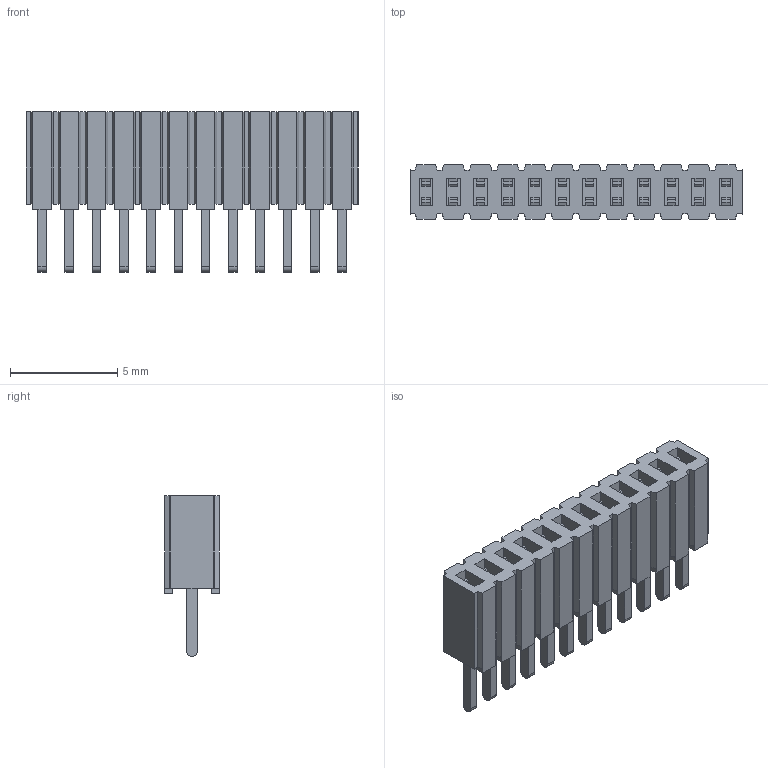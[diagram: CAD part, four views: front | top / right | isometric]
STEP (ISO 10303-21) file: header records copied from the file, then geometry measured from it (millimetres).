
FILE_DESCRIPTION(('FreeCAD Model'),'2;1');
FILE_NAME('Open CASCADE Shape Model','2025-01-06T12:19:32',(''),(''), 'Open CASCADE STEP processor 7.8','FreeCAD','Unknown');
FILE_SCHEMA(('AUTOMOTIVE_DESIGN { 1 0 10303 214 1 1 1 1 }'));
Length unit declared in the file: millimetre
Products named in the file (2): SLM-112-01-S_socket; C-29-01-12-S
Bounding box: 15.47 x 2.54 x 7.49 mm (x, y, z)
Volume: 147.4 mm3; surface area: 677.2 mm2
Topology: 2 solids, 2 shells, 448 faces, 1212 edges, 792 vertices
Faces by surface type: plane 436, cylinder 12
Entity records: 13776 total; most frequent: CARTESIAN_POINT 2453, ORIENTED_EDGE 2424, DIRECTION 2134, EDGE_CURVE 1212, LINE 1188, VECTOR 1188, VERTEX_POINT 792, AXIS2_PLACEMENT_3D 473
